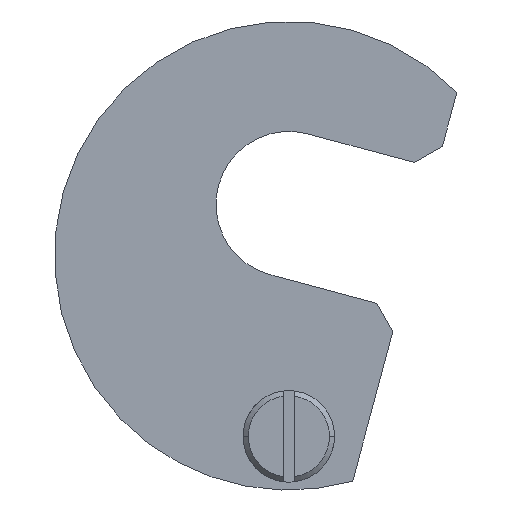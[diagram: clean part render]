
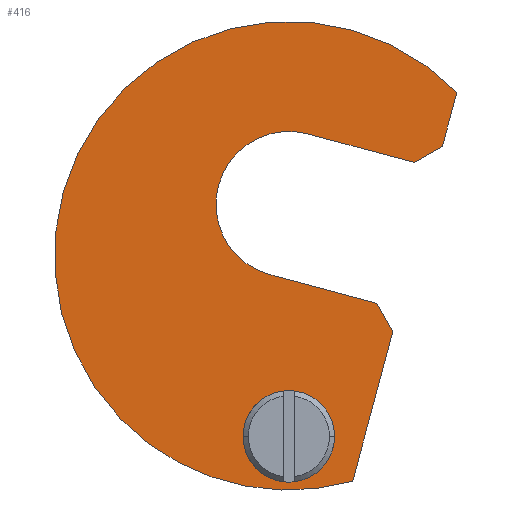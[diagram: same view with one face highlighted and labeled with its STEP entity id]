
A CAD part, front view. The second image highlights one B-rep face of the part: STEP entity #416.
In plain terms, the highlighted planar face has unit normal (0, -1, 0).
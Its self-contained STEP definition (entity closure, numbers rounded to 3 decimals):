
#210=EDGE_CURVE('',#262,#226,#588,.T.);
#218=EDGE_CURVE('',#226,#278,#596,.T.);
#226=VERTEX_POINT('',#605);
#250=EDGE_CURVE('',#306,#262,#631,.T.);
#262=VERTEX_POINT('',#643);
#278=VERTEX_POINT('',#662);
#284=EDGE_CURVE('',#378,#296,#669,.T.);
#290=EDGE_CURVE('',#342,#306,#675,.T.);
#296=VERTEX_POINT('',#682);
#306=VERTEX_POINT('',#693);
#316=EDGE_CURVE('',#382,#342,#703,.T.);
#342=VERTEX_POINT('',#732);
#358=EDGE_CURVE('',#278,#380,#751,.T.);
#370=EDGE_CURVE('',#432,#382,#765,.T.);
#378=VERTEX_POINT('',#773);
#380=VERTEX_POINT('',#775);
#382=VERTEX_POINT('',#777);
#402=EDGE_CURVE('',#464,#432,#799,.T.);
#416=ADVANCED_FACE('',(#815,#816),#817,.T.);
#432=VERTEX_POINT('',#833);
#458=EDGE_CURVE('',#380,#464,#861,.T.);
#464=VERTEX_POINT('',#868);
#524=EDGE_CURVE('',#296,#378,#936,.T.);
#588=LINE('',#998,#999);
#596=CIRCLE('',#1010,41.0);
#605=CARTESIAN_POINT('',(29.398,-15.8,60.179));
#631=LINE('',#1057,#1058);
#643=CARTESIAN_POINT('',(26.87,-15.8,50.741));
#662=CARTESIAN_POINT('',(-29.398,-15.8,3.021));
#669=CIRCLE('',#1108,8.);
#675=LINE('',#1118,#1119);
#682=CARTESIAN_POINT('',(-8.,-15.8,0.));
#693=CARTESIAN_POINT('',(21.971,-15.8,47.913));
#703=CIRCLE('',#1153,12.75);
#732=CARTESIAN_POINT('',(3.3,-15.8,52.916));
#751=CIRCLE('',#1220,41.0);
#765=LINE('',#1238,#1239);
#773=CARTESIAN_POINT('',(8.,-15.8,0.));
#775=CARTESIAN_POINT('',(11.17,-15.8,-7.849));
#777=CARTESIAN_POINT('',(-3.3,-15.8,28.284));
#799=LINE('',#1286,#1287);
#815=FACE_BOUND('',#1316,.T.);
#816=FACE_OUTER_BOUND('',#1317,.T.);
#817=PLANE('',#1318);
#833=CARTESIAN_POINT('',(15.371,-15.8,23.282));
#861=LINE('',#1388,#1389);
#868=CARTESIAN_POINT('',(18.199,-15.8,18.383));
#936=CIRCLE('',#1479,8.);
#998=CARTESIAN_POINT('',(26.87,-15.8,50.741));
#999=VECTOR('',#1572,1.0);
#1010=AXIS2_PLACEMENT_3D('',#1574,#1575,#1576);
#1057=CARTESIAN_POINT('',(21.971,-15.8,47.913));
#1058=VECTOR('',#1620,1.0);
#1108=AXIS2_PLACEMENT_3D('',#1666,#1667,#1668);
#1118=CARTESIAN_POINT('',(3.3,-15.8,52.916));
#1119=VECTOR('',#1673,1.0);
#1153=AXIS2_PLACEMENT_3D('',#1703,#1704,#1705);
#1220=AXIS2_PLACEMENT_3D('',#1772,#1773,#1774);
#1238=CARTESIAN_POINT('',(15.371,-15.8,23.282));
#1239=VECTOR('',#1799,1.0);
#1286=CARTESIAN_POINT('',(18.199,-15.8,18.383));
#1287=VECTOR('',#1819,1.0);
#1316=EDGE_LOOP('',(#1839,#1840));
#1317=EDGE_LOOP('',(#1841,#1842,#1843,#1844,#1845,#1846,#1847,#1848,#1849));
#1318=AXIS2_PLACEMENT_3D('',#1850,#1851,#1852);
#1388=CARTESIAN_POINT('',(11.17,-15.8,-7.849));
#1389=VECTOR('',#1888,1.0);
#1479=AXIS2_PLACEMENT_3D('',#1983,#1984,#1985);
#1572=DIRECTION('',(0.259,0.0,0.966));
#1574=CARTESIAN_POINT('',(0.0,-15.8,31.6));
#1575=DIRECTION('',(0.0,-1.0,0.0));
#1576=DIRECTION('',(0.717,0.0,0.697));
#1620=DIRECTION('',(0.866,0.0,0.5));
#1666=CARTESIAN_POINT('',(0.,-15.8,0.));
#1667=DIRECTION('',(0.0,1.0,0.0));
#1668=DIRECTION('',(1.0,0.0,0.));
#1673=DIRECTION('',(0.966,0.0,-0.259));
#1703=CARTESIAN_POINT('',(0.0,-15.8,40.6));
#1704=DIRECTION('',(0.0,1.0,0.0));
#1705=DIRECTION('',(-0.259,0.0,-0.966));
#1772=CARTESIAN_POINT('',(0.0,-15.8,31.6));
#1773=DIRECTION('',(0.0,-1.0,0.0));
#1774=DIRECTION('',(0.717,0.0,0.697));
#1799=DIRECTION('',(-0.966,0.0,0.259));
#1819=DIRECTION('',(-0.5,0.0,0.866));
#1839=ORIENTED_EDGE('',*,*,#284,.T.);
#1840=ORIENTED_EDGE('',*,*,#524,.T.);
#1841=ORIENTED_EDGE('',*,*,#218,.T.);
#1842=ORIENTED_EDGE('',*,*,#358,.T.);
#1843=ORIENTED_EDGE('',*,*,#458,.T.);
#1844=ORIENTED_EDGE('',*,*,#402,.T.);
#1845=ORIENTED_EDGE('',*,*,#370,.T.);
#1846=ORIENTED_EDGE('',*,*,#316,.T.);
#1847=ORIENTED_EDGE('',*,*,#290,.T.);
#1848=ORIENTED_EDGE('',*,*,#250,.T.);
#1849=ORIENTED_EDGE('',*,*,#210,.T.);
#1850=CARTESIAN_POINT('',(-3.984,-15.8,34.364));
#1851=DIRECTION('',(0.0,-1.0,0.0));
#1852=DIRECTION('',(1.0,0.0,0.0));
#1888=DIRECTION('',(0.259,0.0,0.966));
#1983=CARTESIAN_POINT('',(0.,-15.8,0.));
#1984=DIRECTION('',(0.0,1.0,0.0));
#1985=DIRECTION('',(1.0,0.0,0.));
